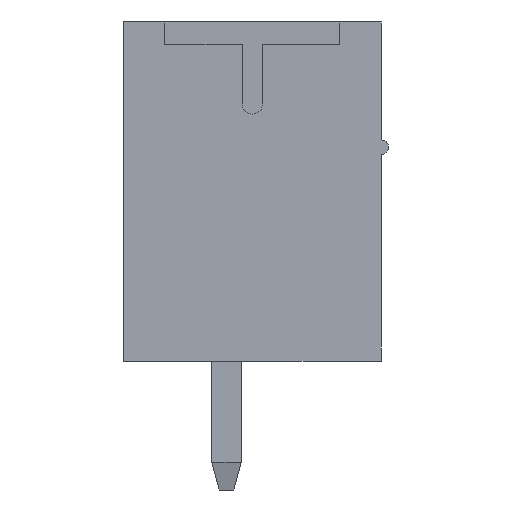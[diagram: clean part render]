
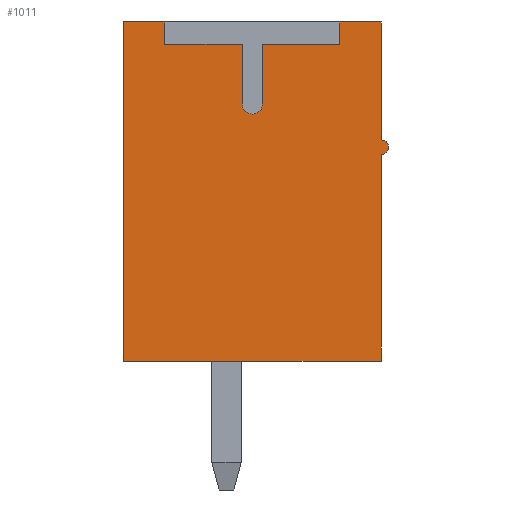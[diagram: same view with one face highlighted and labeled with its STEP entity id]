
A CAD part, left-side view. The second image highlights one B-rep face of the part: STEP entity #1011.
In plain terms, the highlighted planar face has unit normal (-1, 0, 0).
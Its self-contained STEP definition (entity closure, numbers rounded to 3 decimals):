
#1011 = ADVANCED_FACE( '', ( #2168 ), #2169, .F. );
#2168 = FACE_OUTER_BOUND( '', #3502, .T. );
#2169 = PLANE( '', #3503 );
#3502 = EDGE_LOOP( '', ( #6299, #6300, #6301, #6302, #6303, #6304, #6305, #6306, #6307, #6308, #6309, #6310, #6311, #6312 ) );
#3503 = AXIS2_PLACEMENT_3D( '', #6313, #6314, #6315 );
#6299 = ORIENTED_EDGE( '', *, *, #8432, .T. );
#6300 = ORIENTED_EDGE( '', *, *, #9089, .T. );
#6301 = ORIENTED_EDGE( '', *, *, #8622, .T. );
#6302 = ORIENTED_EDGE( '', *, *, #9054, .T. );
#6303 = ORIENTED_EDGE( '', *, *, #8647, .T. );
#6304 = ORIENTED_EDGE( '', *, *, #9346, .T. );
#6305 = ORIENTED_EDGE( '', *, *, #9347, .T. );
#6306 = ORIENTED_EDGE( '', *, *, #9183, .T. );
#6307 = ORIENTED_EDGE( '', *, *, #9348, .T. );
#6308 = ORIENTED_EDGE( '', *, *, #9095, .T. );
#6309 = ORIENTED_EDGE( '', *, *, #9349, .T. );
#6310 = ORIENTED_EDGE( '', *, *, #9350, .T. );
#6311 = ORIENTED_EDGE( '', *, *, #9351, .T. );
#6312 = ORIENTED_EDGE( '', *, *, #9317, .T. );
#6313 = CARTESIAN_POINT( '', ( -17.59, 0., 2.375 ) );
#6314 = DIRECTION( '', ( 1., 0., 0. ) );
#6315 = DIRECTION( '', ( 0., 0., -1. ) );
#8432 = EDGE_CURVE( '', #10226, #10227, #10228, .T. );
#8622 = EDGE_CURVE( '', #10550, #10548, #10551, .T. );
#8647 = EDGE_CURVE( '', #10593, #10591, #10594, .T. );
#9054 = EDGE_CURVE( '', #10548, #10593, #11246, .T. );
#9089 = EDGE_CURVE( '', #10227, #10550, #11298, .T. );
#9095 = EDGE_CURVE( '', #11308, #11306, #11309, .T. );
#9183 = EDGE_CURVE( '', #11447, #11445, #11448, .T. );
#9317 = EDGE_CURVE( '', #11617, #10226, #11618, .F. );
#9346 = EDGE_CURVE( '', #10591, #11658, #11659, .T. );
#9347 = EDGE_CURVE( '', #11658, #11447, #11660, .T. );
#9348 = EDGE_CURVE( '', #11445, #11308, #11661, .T. );
#9349 = EDGE_CURVE( '', #11306, #11662, #11663, .T. );
#9350 = EDGE_CURVE( '', #11662, #11664, #11665, .T. );
#9351 = EDGE_CURVE( '', #11664, #11617, #11666, .T. );
#10226 = VERTEX_POINT( '', #12799 );
#10227 = VERTEX_POINT( '', #12800 );
#10228 = LINE( '', #12801, #12802 );
#10548 = VERTEX_POINT( '', #13269 );
#10550 = VERTEX_POINT( '', #13272 );
#10551 = LINE( '', #13273, #13274 );
#10591 = VERTEX_POINT( '', #13331 );
#10593 = VERTEX_POINT( '', #13334 );
#10594 = LINE( '', #13335, #13336 );
#11246 = LINE( '', #14302, #14303 );
#11298 = LINE( '', #14379, #14380 );
#11306 = VERTEX_POINT( '', #14392 );
#11308 = VERTEX_POINT( '', #14395 );
#11309 = LINE( '', #14396, #14397 );
#11445 = VERTEX_POINT( '', #14610 );
#11447 = VERTEX_POINT( '', #14613 );
#11448 = LINE( '', #14614, #14615 );
#11617 = VERTEX_POINT( '', #14871 );
#11618 = CIRCLE( '', #14872, 0.2 );
#11658 = VERTEX_POINT( '', #14928 );
#11659 = CIRCLE( '', #14929, 0.275 );
#11660 = LINE( '', #14930, #14931 );
#11661 = LINE( '', #14932, #14933 );
#11662 = VERTEX_POINT( '', #14934 );
#11663 = LINE( '', #14935, #14936 );
#11664 = VERTEX_POINT( '', #14937 );
#11665 = LINE( '', #14938, #14939 );
#11666 = LINE( '', #14940, #14941 );
#12799 = CARTESIAN_POINT( '', ( -17.59, -3.5, 1.4 ) );
#12800 = CARTESIAN_POINT( '', ( -17.59, -3.5, 4.6 ) );
#12801 = CARTESIAN_POINT( '', ( -17.59, -3.5, 1.4 ) );
#12802 = VECTOR( '', #15935, 1000. );
#13269 = CARTESIAN_POINT( '', ( -17.59, -2.375, 4. ) );
#13272 = CARTESIAN_POINT( '', ( -17.59, -2.375, 4.6 ) );
#13273 = CARTESIAN_POINT( '', ( -17.59, -2.375, 4.6 ) );
#13274 = VECTOR( '', #16099, 1000. );
#13331 = CARTESIAN_POINT( '', ( -17.59, -0.275, 2.375 ) );
#13334 = CARTESIAN_POINT( '', ( -17.59, -0.275, 4. ) );
#13335 = CARTESIAN_POINT( '', ( -17.59, -0.275, 4. ) );
#13336 = VECTOR( '', #16121, 1000. );
#14302 = CARTESIAN_POINT( '', ( -17.59, -2.375, 4. ) );
#14303 = VECTOR( '', #16478, 1000. );
#14379 = CARTESIAN_POINT( '', ( -17.59, -3.871, 4.6 ) );
#14380 = VECTOR( '', #16506, 1000. );
#14392 = CARTESIAN_POINT( '', ( -17.59, 3.5, 4.6 ) );
#14395 = CARTESIAN_POINT( '', ( -17.59, 2.375, 4.6 ) );
#14396 = CARTESIAN_POINT( '', ( -17.59, 2.375, 4.6 ) );
#14397 = VECTOR( '', #16512, 1000. );
#14610 = CARTESIAN_POINT( '', ( -17.59, 2.375, 4. ) );
#14613 = CARTESIAN_POINT( '', ( -17.59, 0.275, 4. ) );
#14614 = CARTESIAN_POINT( '', ( -17.59, 0.275, 4. ) );
#14615 = VECTOR( '', #16609, 1000. );
#14871 = CARTESIAN_POINT( '', ( -17.59, -3.5, 1. ) );
#14872 = AXIS2_PLACEMENT_3D( '', #16715, #16716, #16717 );
#14928 = CARTESIAN_POINT( '', ( -17.59, 0.275, 2.375 ) );
#14929 = AXIS2_PLACEMENT_3D( '', #16743, #16744, #16745 );
#14930 = CARTESIAN_POINT( '', ( -17.59, 0.275, 2.375 ) );
#14931 = VECTOR( '', #16746, 1000. );
#14932 = CARTESIAN_POINT( '', ( -17.59, 2.375, 4. ) );
#14933 = VECTOR( '', #16747, 1000. );
#14934 = CARTESIAN_POINT( '', ( -17.59, 3.5, -4.6 ) );
#14935 = CARTESIAN_POINT( '', ( -17.59, 3.5, 4.6 ) );
#14936 = VECTOR( '', #16748, 1000. );
#14937 = CARTESIAN_POINT( '', ( -17.59, -3.5, -4.6 ) );
#14938 = CARTESIAN_POINT( '', ( -17.59, 3.5, -4.6 ) );
#14939 = VECTOR( '', #16749, 1000. );
#14940 = CARTESIAN_POINT( '', ( -17.59, -3.5, -4.6 ) );
#14941 = VECTOR( '', #16750, 1000. );
#15935 = DIRECTION( '', ( 0., 0., 1. ) );
#16099 = DIRECTION( '', ( 0., 0., -1. ) );
#16121 = DIRECTION( '', ( 0., 0., -1. ) );
#16478 = DIRECTION( '', ( 0., 1., 0. ) );
#16506 = DIRECTION( '', ( 0., 1., 0. ) );
#16512 = DIRECTION( '', ( 0., 1., 0. ) );
#16609 = DIRECTION( '', ( 0., 1., 0. ) );
#16715 = CARTESIAN_POINT( '', ( -17.59, -3.5, 1.2 ) );
#16716 = DIRECTION( '', ( 1., 0., 0. ) );
#16717 = DIRECTION( '', ( 0., 0., -1. ) );
#16743 = CARTESIAN_POINT( '', ( -17.59, 0., 2.375 ) );
#16744 = DIRECTION( '', ( 1., 0., 0. ) );
#16745 = DIRECTION( '', ( 0., -1., 0. ) );
#16746 = DIRECTION( '', ( 0., 0., 1. ) );
#16747 = DIRECTION( '', ( 0., 0., 1. ) );
#16748 = DIRECTION( '', ( 0., 0., -1. ) );
#16749 = DIRECTION( '', ( 0., -1., 0. ) );
#16750 = DIRECTION( '', ( 0., 0., 1. ) );
